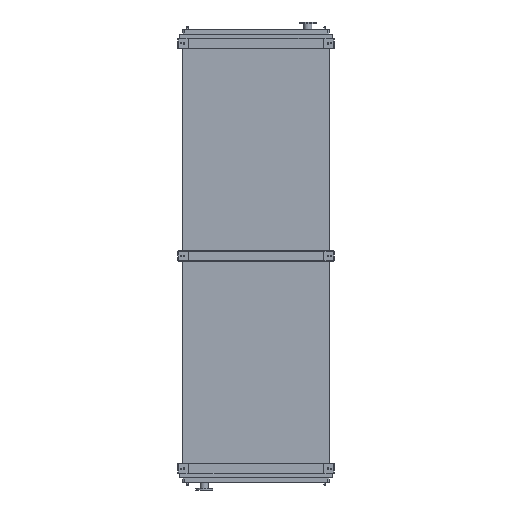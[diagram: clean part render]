
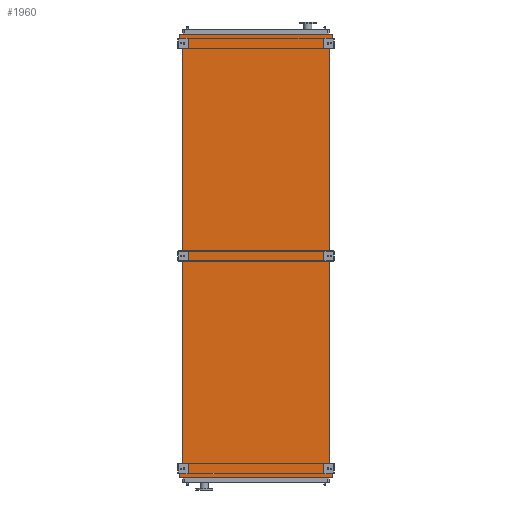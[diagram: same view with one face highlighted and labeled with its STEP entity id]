
A CAD part, front view. The second image highlights one B-rep face of the part: STEP entity #1960.
In plain terms, the highlighted planar face has unit normal (0, -1, 0).
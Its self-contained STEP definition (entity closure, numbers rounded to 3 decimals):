
#281 = LINE ( 'NONE', #25606, #11244 ) ;
#504 = CARTESIAN_POINT ( 'NONE',  ( -965., 0., 0. ) ) ;
#1054 = ORIENTED_EDGE ( 'NONE', *, *, #21582, .T. ) ;
#1960 = ADVANCED_FACE ( 'NONE', ( #8503 ), #12183, .T. ) ;
#2059 = VERTEX_POINT ( 'NONE', #12739 ) ;
#2065 = CARTESIAN_POINT ( 'NONE',  ( 1011., 0., 53. ) ) ;
#2191 = DIRECTION ( 'NONE',  ( 0., 0., 1. ) ) ;
#2794 = VECTOR ( 'NONE', #28265, 1000. ) ;
#2981 = LINE ( 'NONE', #3708, #28978 ) ;
#3214 = VERTEX_POINT ( 'NONE', #18310 ) ;
#3320 = ORIENTED_EDGE ( 'NONE', *, *, #18375, .F. ) ;
#3708 = CARTESIAN_POINT ( 'NONE',  ( -1011., 0., 53. ) ) ;
#4565 = VERTEX_POINT ( 'NONE', #21418 ) ;
#4573 = LINE ( 'NONE', #29970, #12109 ) ;
#4960 = LINE ( 'NONE', #30231, #17656 ) ;
#5720 = ORIENTED_EDGE ( 'NONE', *, *, #22183, .F. ) ;
#7218 = CARTESIAN_POINT ( 'NONE',  ( -965., 0., -5650. ) ) ;
#7675 = ORIENTED_EDGE ( 'NONE', *, *, #21785, .F. ) ;
#8238 = CARTESIAN_POINT ( 'NONE',  ( 965., 0., -5650. ) ) ;
#8503 = FACE_OUTER_BOUND ( 'NONE', #9439, .T. ) ;
#8875 = VECTOR ( 'NONE', #10737, 1000. ) ;
#9244 = ORIENTED_EDGE ( 'NONE', *, *, #21893, .F. ) ;
#9275 = VERTEX_POINT ( 'NONE', #16083 ) ;
#9439 = EDGE_LOOP ( 'NONE', ( #1054, #7675, #9244, #3320, #11637, #5720, #28203, #22355, #28948, #9648, #23933, #11245 ) ) ;
#9648 = ORIENTED_EDGE ( 'NONE', *, *, #22370, .F. ) ;
#10254 = LINE ( 'NONE', #10618, #2794 ) ;
#10618 = CARTESIAN_POINT ( 'NONE',  ( -1011., 0., 95. ) ) ;
#10737 = DIRECTION ( 'NONE',  ( 0.655, 0., -0.755 ) ) ;
#11244 = VECTOR ( 'NONE', #20507, 1000. ) ;
#11245 = ORIENTED_EDGE ( 'NONE', *, *, #22425, .F. ) ;
#11407 = VERTEX_POINT ( 'NONE', #32081 ) ;
#11637 = ORIENTED_EDGE ( 'NONE', *, *, #22040, .F. ) ;
#12109 = VECTOR ( 'NONE', #2191, 1000. ) ;
#12183 = PLANE ( 'NONE',  #15908 ) ;
#12509 = CARTESIAN_POINT ( 'NONE',  ( 965., 0., 0. ) ) ;
#12739 = CARTESIAN_POINT ( 'NONE',  ( -1011., 0., 95. ) ) ;
#12808 = DIRECTION ( 'NONE',  ( -0.655, 0., -0.755 ) ) ;
#13110 = CARTESIAN_POINT ( 'NONE',  ( 1011., 0., -5703. ) ) ;
#13268 = VERTEX_POINT ( 'NONE', #16717 ) ;
#13818 = DIRECTION ( 'NONE',  ( 0., 0., 1. ) ) ;
#14524 = LINE ( 'NONE', #20874, #27104 ) ;
#14814 = CARTESIAN_POINT ( 'NONE',  ( -1011., 0., -5703. ) ) ;
#15025 = DIRECTION ( 'NONE',  ( 0., 0., 1. ) ) ;
#15434 = CARTESIAN_POINT ( 'NONE',  ( -965., 0., -5650. ) ) ;
#15777 = DIRECTION ( 'NONE',  ( 0., 0., -1. ) ) ;
#15908 = AXIS2_PLACEMENT_3D ( 'NONE', #7218, #32291, #17406 ) ;
#16083 = CARTESIAN_POINT ( 'NONE',  ( -965., 0., -5650. ) ) ;
#16416 = LINE ( 'NONE', #13110, #17206 ) ;
#16717 = CARTESIAN_POINT ( 'NONE',  ( 1011., 0., -5703. ) ) ;
#16764 = VERTEX_POINT ( 'NONE', #22966 ) ;
#16840 = LINE ( 'NONE', #29981, #23557 ) ;
#17206 = VECTOR ( 'NONE', #15777, 1000. ) ;
#17329 = LINE ( 'NONE', #15434, #29833 ) ;
#17406 = DIRECTION ( 'NONE',  ( 0., 0., -1. ) ) ;
#17625 = VECTOR ( 'NONE', #32223, 1000. ) ;
#17656 = VECTOR ( 'NONE', #12808, 1000. ) ;
#18310 = CARTESIAN_POINT ( 'NONE',  ( -1011., 0., -5703. ) ) ;
#18375 = EDGE_CURVE ( 'NONE', #2059, #22942, #10254, .T. ) ;
#19933 = EDGE_CURVE ( 'NONE', #9275, #26905, #17329, .T. ) ;
#20441 = CARTESIAN_POINT ( 'NONE',  ( 1011., 0., -5745. ) ) ;
#20507 = DIRECTION ( 'NONE',  ( -1., 0., 0. ) ) ;
#20537 = VERTEX_POINT ( 'NONE', #12509 ) ;
#20874 = CARTESIAN_POINT ( 'NONE',  ( 1011., 0., 95. ) ) ;
#21418 = CARTESIAN_POINT ( 'NONE',  ( -1011., 0., 53. ) ) ;
#21582 = EDGE_CURVE ( 'NONE', #16764, #20537, #4573, .T. ) ;
#21785 = EDGE_CURVE ( 'NONE', #25967, #20537, #4960, .T. ) ;
#21893 = EDGE_CURVE ( 'NONE', #22942, #25967, #14524, .T. ) ;
#22040 = EDGE_CURVE ( 'NONE', #4565, #2059, #2981, .T. ) ;
#22183 = EDGE_CURVE ( 'NONE', #26905, #4565, #31644, .T. ) ;
#22221 = EDGE_CURVE ( 'NONE', #3214, #9275, #30892, .T. ) ;
#22233 = EDGE_CURVE ( 'NONE', #11407, #3214, #16840, .T. ) ;
#22345 = CARTESIAN_POINT ( 'NONE',  ( 1011., 0., 95. ) ) ;
#22355 = ORIENTED_EDGE ( 'NONE', *, *, #22221, .F. ) ;
#22370 = EDGE_CURVE ( 'NONE', #31501, #11407, #281, .T. ) ;
#22413 = EDGE_CURVE ( 'NONE', #13268, #31501, #16416, .T. ) ;
#22425 = EDGE_CURVE ( 'NONE', #16764, #13268, #28947, .T. ) ;
#22942 = VERTEX_POINT ( 'NONE', #22345 ) ;
#22949 = DIRECTION ( 'NONE',  ( 0., 0., 1. ) ) ;
#22966 = CARTESIAN_POINT ( 'NONE',  ( 965., 0., -5650. ) ) ;
#23557 = VECTOR ( 'NONE', #15025, 1000. ) ;
#23933 = ORIENTED_EDGE ( 'NONE', *, *, #22413, .F. ) ;
#25131 = VECTOR ( 'NONE', #32114, 1000. ) ;
#25606 = CARTESIAN_POINT ( 'NONE',  ( 1011., 0., -5745. ) ) ;
#25856 = DIRECTION ( 'NONE',  ( 0., 0., -1. ) ) ;
#25967 = VERTEX_POINT ( 'NONE', #2065 ) ;
#26905 = VERTEX_POINT ( 'NONE', #504 ) ;
#27104 = VECTOR ( 'NONE', #25856, 1000. ) ;
#28203 = ORIENTED_EDGE ( 'NONE', *, *, #19933, .F. ) ;
#28265 = DIRECTION ( 'NONE',  ( 1., 0., 0. ) ) ;
#28947 = LINE ( 'NONE', #8238, #8875 ) ;
#28948 = ORIENTED_EDGE ( 'NONE', *, *, #22233, .F. ) ;
#28978 = VECTOR ( 'NONE', #13818, 1000. ) ;
#29669 = CARTESIAN_POINT ( 'NONE',  ( -965., 0., 0. ) ) ;
#29833 = VECTOR ( 'NONE', #22949, 1000. ) ;
#29970 = CARTESIAN_POINT ( 'NONE',  ( 965., 0., -5650. ) ) ;
#29981 = CARTESIAN_POINT ( 'NONE',  ( -1011., 0., -5745. ) ) ;
#30231 = CARTESIAN_POINT ( 'NONE',  ( 1011., 0., 53. ) ) ;
#30892 = LINE ( 'NONE', #14814, #17625 ) ;
#31501 = VERTEX_POINT ( 'NONE', #20441 ) ;
#31644 = LINE ( 'NONE', #29669, #25131 ) ;
#32081 = CARTESIAN_POINT ( 'NONE',  ( -1011., 0., -5745. ) ) ;
#32114 = DIRECTION ( 'NONE',  ( -0.655, 0., 0.755 ) ) ;
#32223 = DIRECTION ( 'NONE',  ( 0.655, 0., 0.755 ) ) ;
#32291 = DIRECTION ( 'NONE',  ( 0., -1., 0. ) ) ;
